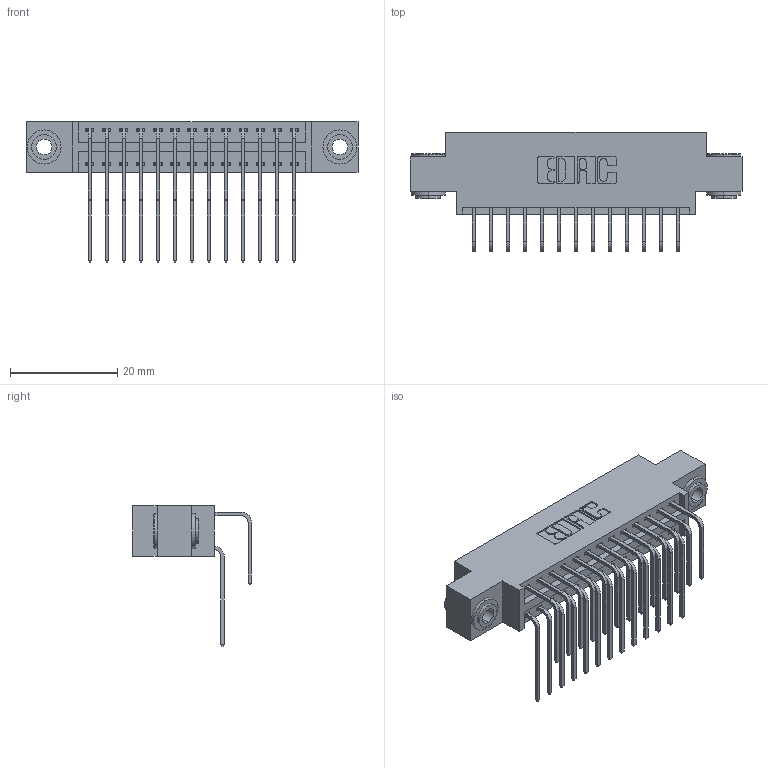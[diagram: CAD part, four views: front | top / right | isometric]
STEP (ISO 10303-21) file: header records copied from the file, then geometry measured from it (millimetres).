
FILE_DESCRIPTION (( 'STEP AP203' ), '1' );
FILE_NAME ('346-026-558-803.STEP', '2022-05-19T02:46:54', ( '' ), ( '' ), 'SwSTEP 2.0', 'SolidWorks 2020', '' );
FILE_SCHEMA (( 'CONFIG_CONTROL_DESIGN' ));
Length unit declared in the file: inch
Products named in the file (5): 345-250-002_345-250-002-102; 345-292-001_558 Tail - 2; 346 Part_0.170 Offset - 0.156 Dia-TH; 346-026-558-803; 345-292-001_558 559 Tail - 1
Assembly tree (29 placements, depth 2):
  346-026-558-803
    346 Part_0.170 Offset - 0.156 Dia-TH
    345-292-001_558 559 Tail - 1  x13
    345-292-001_558 Tail - 2  x13
    345-250-002_345-250-002-102  x2
Bounding box: 61.85 x 22.16 x 26.16 mm (x, y, z)
Volume: 5802.5 mm3; surface area: 8668 mm2
Topology: 29 solids, 29 shells, 1582 faces, 4639 edges, 3054 vertices
Faces by surface type: plane 1066, cylinder 508, cone 8
Entity records: 15370 total; most frequent: CARTESIAN_POINT 2608, ORIENTED_EDGE 2482, DIRECTION 2351, EDGE_CURVE 1241, LINE 993, VECTOR 993, VERTEX_POINT 822, AXIS2_PLACEMENT_3D 679
